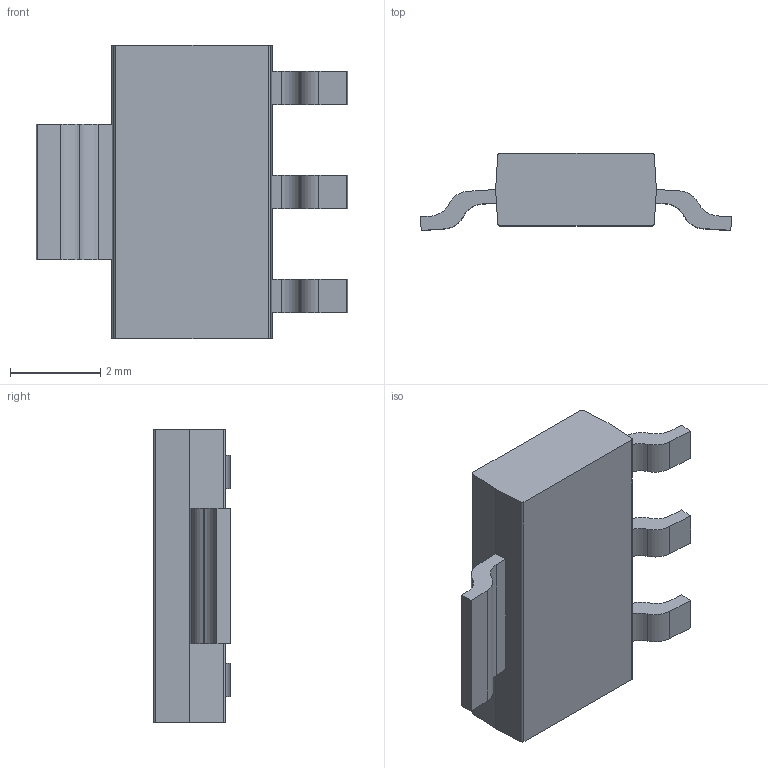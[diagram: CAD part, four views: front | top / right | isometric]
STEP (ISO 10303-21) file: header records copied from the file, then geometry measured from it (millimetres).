
FILE_DESCRIPTION(/* description */ ('800mA Low Dropout Linear Regulator (SOT-223 Package)'),/* implementation_level */ '2;1');
FILE_NAME(/* name */ 'SOT-223.stp',/* time_stamp */ '2019-02-01T22:06:18+01:00',/* author */ ('Jonas'),/* organization */ (''),/* preprocessor_version */ 'ST-DEVELOPER v17.2',/* originating_system */ 'Autodesk Inventor 2019',/* authorisation */ '');
FILE_SCHEMA (('AUTOMOTIVE_DESIGN { 1 0 10303 214 3 1 1 }'));
Length unit declared in the file: millimetre
Products named in the file (1): SOT-223
Bounding box: 6.89 x 1.7 x 6.5 mm (x, y, z)
Surface area: 103.1 mm2 (no closed solid volume)
Topology: 0 solids, 5 shells, 64 faces, 174 edges, 116 vertices
Faces by surface type: plane 44, cylinder 20
Entity records: 2124 total; most frequent: CARTESIAN_POINT 355, DIRECTION 344, ORIENTED_EDGE 332, EDGE_CURVE 174, LINE 134, VECTOR 134, VERTEX_POINT 116, AXIS2_PLACEMENT_3D 105
